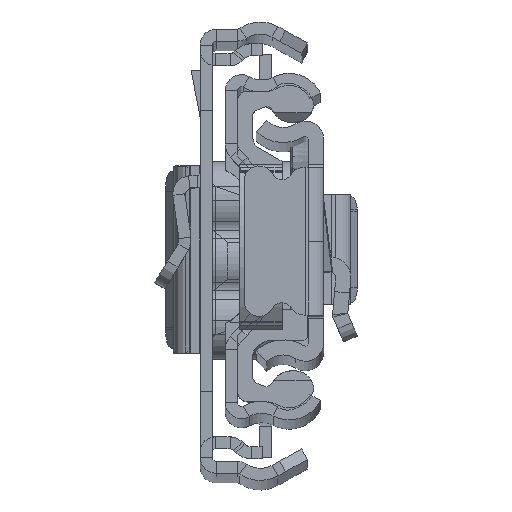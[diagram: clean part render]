
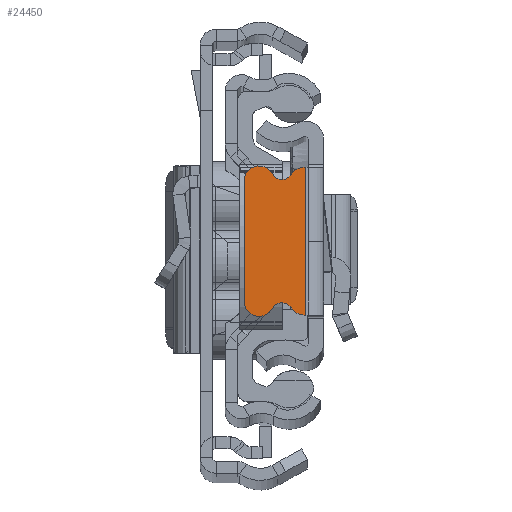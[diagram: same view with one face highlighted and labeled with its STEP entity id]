
A CAD part, top view. The second image highlights one B-rep face of the part: STEP entity #24450.
In plain terms, the highlighted planar face has unit normal (0, 0, 1).
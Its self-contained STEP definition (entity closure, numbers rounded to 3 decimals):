
#287 = VERTEX_POINT ( 'NONE', #21476 ) ;
#343 = CARTESIAN_POINT ( 'NONE',  ( -7.929, -6., 0. ) ) ;
#552 = CARTESIAN_POINT ( 'NONE',  ( -4.142, 7.236, 0. ) ) ;
#783 = EDGE_CURVE ( 'NONE', #6541, #287, #10790, .T. ) ;
#805 = DIRECTION ( 'NONE',  ( 0., -1., 0. ) ) ;
#1184 = DIRECTION ( 'NONE',  ( 0., 0., -1. ) ) ;
#1707 = CARTESIAN_POINT ( 'NONE',  ( -1.929, 7.37, 0. ) ) ;
#1957 = DIRECTION ( 'NONE',  ( 0., 0., 1. ) ) ;
#2000 = CARTESIAN_POINT ( 'NONE',  ( -3.206, -6.658, 0. ) ) ;
#2034 = DIRECTION ( 'NONE',  ( 1., 0., 0. ) ) ;
#2092 = ORIENTED_EDGE ( 'NONE', *, *, #5824, .T. ) ;
#2160 = CIRCLE ( 'NONE', #3020, 1.5 ) ;
#2183 = FACE_OUTER_BOUND ( 'NONE', #10072, .T. ) ;
#2737 = CARTESIAN_POINT ( 'NONE',  ( -6.429, 6., 0. ) ) ;
#3020 = AXIS2_PLACEMENT_3D ( 'NONE', #2737, #19461, #6926 ) ;
#3512 = VERTEX_POINT ( 'NONE', #343 ) ;
#4043 = AXIS2_PLACEMENT_3D ( 'NONE', #20080, #1184, #9411 ) ;
#4059 = CARTESIAN_POINT ( 'NONE',  ( -1.929, -7.37, 0. ) ) ;
#4089 = AXIS2_PLACEMENT_3D ( 'NONE', #552, #25501, #21198 ) ;
#5299 = VERTEX_POINT ( 'NONE', #1707 ) ;
#5595 = CARTESIAN_POINT ( 'NONE',  ( -3.206, 6.658, 0. ) ) ;
#5824 = EDGE_CURVE ( 'NONE', #3512, #14766, #14087, .T. ) ;
#6440 = ORIENTED_EDGE ( 'NONE', *, *, #20890, .F. ) ;
#6541 = VERTEX_POINT ( 'NONE', #7087 ) ;
#6926 = DIRECTION ( 'NONE',  ( -1., 0., 0. ) ) ;
#7087 = CARTESIAN_POINT ( 'NONE',  ( -1.75, 7.37, 0. ) ) ;
#7435 = VECTOR ( 'NONE', #16742, 1000. ) ;
#7483 = CIRCLE ( 'NONE', #4043, 1.1 ) ;
#7597 = LINE ( 'NONE', #15829, #25880 ) ;
#8125 = VECTOR ( 'NONE', #805, 1000. ) ;
#8998 = VERTEX_POINT ( 'NONE', #2000 ) ;
#9084 = VERTEX_POINT ( 'NONE', #16584 ) ;
#9174 = CARTESIAN_POINT ( 'NONE',  ( -1.929, -5.87, 0. ) ) ;
#9411 = DIRECTION ( 'NONE',  ( -1., 0., 0. ) ) ;
#9786 = DIRECTION ( 'NONE',  ( -1., 0., 0. ) ) ;
#9860 = EDGE_CURVE ( 'NONE', #8998, #13158, #18146, .T. ) ;
#10072 = EDGE_LOOP ( 'NONE', ( #10179, #16358, #24211, #11691, #19508, #22537, #2092, #25033, #10646, #6440 ) ) ;
#10179 = ORIENTED_EDGE ( 'NONE', *, *, #783, .F. ) ;
#10403 = CARTESIAN_POINT ( 'NONE',  ( 544.071, 0., 0. ) ) ;
#10646 = ORIENTED_EDGE ( 'NONE', *, *, #9860, .T. ) ;
#10790 = LINE ( 'NONE', #19287, #8125 ) ;
#11209 = VECTOR ( 'NONE', #13269, 1000. ) ;
#11596 = DIRECTION ( 'NONE',  ( 0., 0., 1. ) ) ;
#11691 = ORIENTED_EDGE ( 'NONE', *, *, #24610, .T. ) ;
#11811 = CIRCLE ( 'NONE', #4089, 1.1 ) ;
#12272 = EDGE_CURVE ( 'NONE', #14766, #8998, #7483, .T. ) ;
#12347 = CARTESIAN_POINT ( 'NONE',  ( -1.929, 5.87, 0. ) ) ;
#13060 = EDGE_CURVE ( 'NONE', #20419, #3512, #18222, .T. ) ;
#13158 = VERTEX_POINT ( 'NONE', #4059 ) ;
#13269 = DIRECTION ( 'NONE',  ( 1., 0., 0. ) ) ;
#14087 = CIRCLE ( 'NONE', #17116, 1.5 ) ;
#14766 = VERTEX_POINT ( 'NONE', #16070 ) ;
#15829 = CARTESIAN_POINT ( 'NONE',  ( -1.929, -7.37, 0. ) ) ;
#16070 = CARTESIAN_POINT ( 'NONE',  ( -5.109, -6.713, 0. ) ) ;
#16358 = ORIENTED_EDGE ( 'NONE', *, *, #20777, .F. ) ;
#16584 = CARTESIAN_POINT ( 'NONE',  ( -5.109, 6.713, 0. ) ) ;
#16742 = DIRECTION ( 'NONE',  ( 0., -1., 0. ) ) ;
#17116 = AXIS2_PLACEMENT_3D ( 'NONE', #22314, #26351, #26622 ) ;
#18122 = DIRECTION ( 'NONE',  ( -1., 0., 0. ) ) ;
#18146 = CIRCLE ( 'NONE', #21177, 1.5 ) ;
#18222 = LINE ( 'NONE', #26441, #7435 ) ;
#18638 = DIRECTION ( 'NONE',  ( 0., 0., 1. ) ) ;
#19212 = LINE ( 'NONE', #21373, #11209 ) ;
#19287 = CARTESIAN_POINT ( 'NONE',  ( -1.75, 0., 0. ) ) ;
#19461 = DIRECTION ( 'NONE',  ( 0., 0., 1. ) ) ;
#19508 = ORIENTED_EDGE ( 'NONE', *, *, #23136, .T. ) ;
#20080 = CARTESIAN_POINT ( 'NONE',  ( -4.142, -7.236, 0. ) ) ;
#20419 = VERTEX_POINT ( 'NONE', #26507 ) ;
#20724 = CIRCLE ( 'NONE', #23722, 1.5 ) ;
#20777 = EDGE_CURVE ( 'NONE', #5299, #6541, #19212, .T. ) ;
#20890 = EDGE_CURVE ( 'NONE', #287, #13158, #7597, .T. ) ;
#20907 = VERTEX_POINT ( 'NONE', #5595 ) ;
#21177 = AXIS2_PLACEMENT_3D ( 'NONE', #9174, #11596, #21590 ) ;
#21198 = DIRECTION ( 'NONE',  ( 1., 0., 0. ) ) ;
#21373 = CARTESIAN_POINT ( 'NONE',  ( -1.929, 7.37, 0. ) ) ;
#21476 = CARTESIAN_POINT ( 'NONE',  ( -1.75, -7.37, 0. ) ) ;
#21505 = EDGE_CURVE ( 'NONE', #5299, #20907, #20724, .T. ) ;
#21590 = DIRECTION ( 'NONE',  ( 1., 0., 0. ) ) ;
#22314 = CARTESIAN_POINT ( 'NONE',  ( -6.429, -6., 0. ) ) ;
#22537 = ORIENTED_EDGE ( 'NONE', *, *, #13060, .T. ) ;
#22820 = PLANE ( 'NONE',  #23873 ) ;
#23136 = EDGE_CURVE ( 'NONE', #9084, #20419, #2160, .T. ) ;
#23722 = AXIS2_PLACEMENT_3D ( 'NONE', #12347, #1957, #9786 ) ;
#23873 = AXIS2_PLACEMENT_3D ( 'NONE', #10403, #18638, #2034 ) ;
#24211 = ORIENTED_EDGE ( 'NONE', *, *, #21505, .T. ) ;
#24450 = ADVANCED_FACE ( 'NONE', ( #2183 ), #22820, .T. ) ;
#24610 = EDGE_CURVE ( 'NONE', #20907, #9084, #11811, .T. ) ;
#25033 = ORIENTED_EDGE ( 'NONE', *, *, #12272, .T. ) ;
#25501 = DIRECTION ( 'NONE',  ( 0., 0., -1. ) ) ;
#25880 = VECTOR ( 'NONE', #18122, 1000. ) ;
#26351 = DIRECTION ( 'NONE',  ( 0., 0., 1. ) ) ;
#26441 = CARTESIAN_POINT ( 'NONE',  ( -7.929, -6., 0. ) ) ;
#26507 = CARTESIAN_POINT ( 'NONE',  ( -7.929, 6., 0. ) ) ;
#26622 = DIRECTION ( 'NONE',  ( 1., 0., 0. ) ) ;
